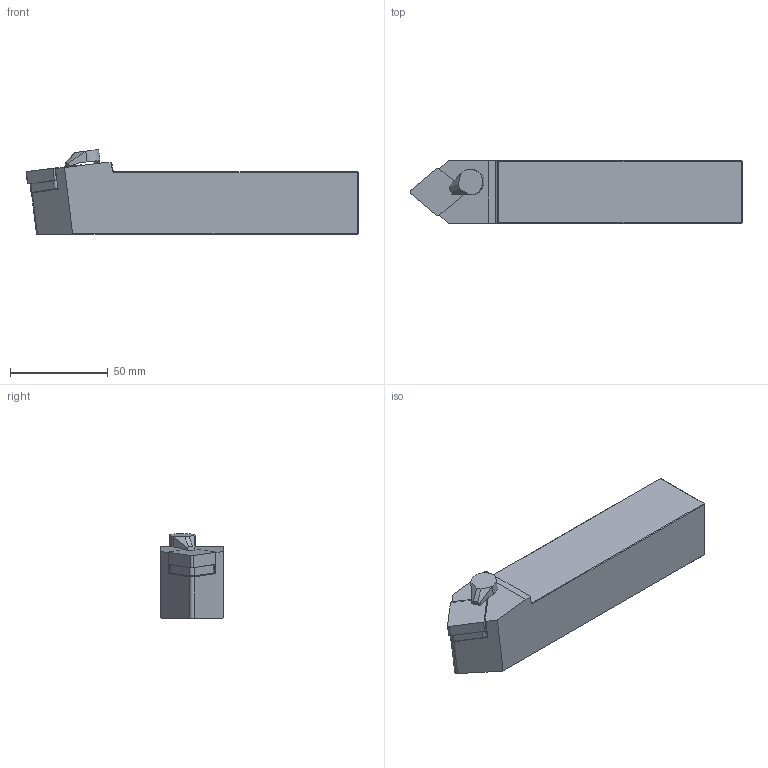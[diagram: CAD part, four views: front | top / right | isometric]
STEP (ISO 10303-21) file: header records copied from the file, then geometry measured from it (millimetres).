
FILE_DESCRIPTION(/* description */ (''),/* implementation_level */ '2;1');
FILE_NAME(/* name */ 'PCMNN-3232-P19C.stp',/* time_stamp */ '2023-09-28T15:27:55+03:00',/* author */ (''),/* organization */ (''),/* preprocessor_version */ 'ST-DEVELOPER v19.4',/* originating_system */ 'SIEMENS PLM Software NX2306.3001',/* authorisation */ '');
FILE_SCHEMA (('AUTOMOTIVE_DESIGN { 1 0 10303 214 3 1 1 1 }'));
Length unit declared in the file: millimetre
Products named in the file (1): PCMNN-3232-P19C
Bounding box: 169.56 x 32 x 43.31 mm (x, y, z)
Volume: 165509 mm3; surface area: 24267.4 mm2
Topology: 2 solids, 2 shells, 75 faces, 191 edges, 118 vertices
Faces by surface type: plane 51, cylinder 16, cone 7, torus 1
Entity records: 2506 total; most frequent: CARTESIAN_POINT 412, ORIENTED_EDGE 382, DIRECTION 382, EDGE_CURVE 191, LINE 144, VECTOR 144, AXIS2_PLACEMENT_3D 119, VERTEX_POINT 118
